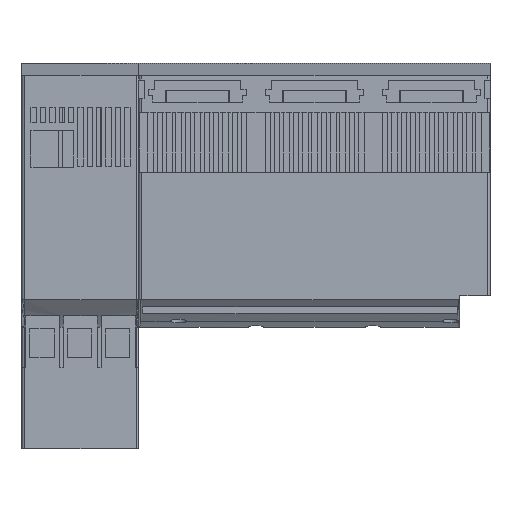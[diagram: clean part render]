
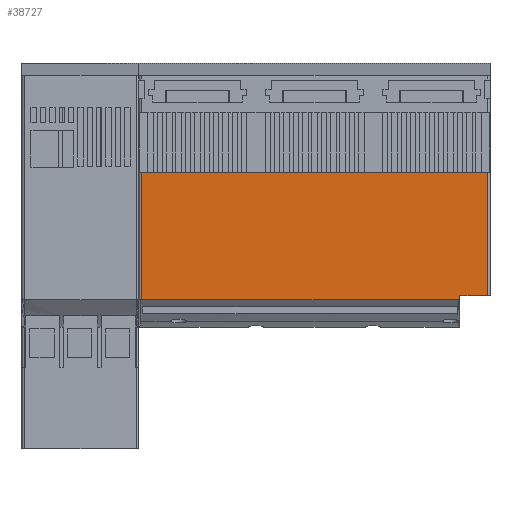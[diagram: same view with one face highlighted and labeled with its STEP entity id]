
A CAD part, top view. The second image highlights one B-rep face of the part: STEP entity #38727.
In plain terms, the highlighted planar face has unit normal (0, 0, 1).
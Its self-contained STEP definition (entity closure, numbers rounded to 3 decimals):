
#18805=EDGE_CURVE('',#29417,#36799,#46864,.T.);
#19239=VERTEX_POINT('',#47340);
#26255=EDGE_CURVE('',#37071,#19239,#55000,.T.);
#28067=EDGE_CURVE('',#37071,#33445,#56987,.T.);
#29417=VERTEX_POINT('',#58515);
#30763=VERTEX_POINT('',#60013);
#31839=EDGE_CURVE('',#36799,#30763,#61180,.T.);
#33445=VERTEX_POINT('',#62949);
#33829=EDGE_CURVE('',#33445,#34965,#63364,.T.);
#34965=VERTEX_POINT('',#64590);
#35277=EDGE_CURVE('',#30763,#19239,#64928,.T.);
#36799=VERTEX_POINT('',#66571);
#37071=VERTEX_POINT('',#66874);
#38727=ADVANCED_FACE('',(#68701),#68702,.T.);
#40591=EDGE_CURVE('',#34965,#29417,#70734,.T.);
#46864=LINE('',#79599,#79600);
#47340=CARTESIAN_POINT('',(-21.5,-26.975,76.4));
#55000=LINE('',#91562,#91563);
#56987=LINE('',#94409,#94410);
#58515=CARTESIAN_POINT('',(100.9,-74.4,76.4));
#60013=CARTESIAN_POINT('',(111.5,-26.975,76.4));
#61180=LINE('',#100461,#100462);
#62949=CARTESIAN_POINT('',(100.324,-75.938,76.4));
#63364=B_SPLINE_CURVE_WITH_KNOTS('',3,(#103657,#103658,#103659,#103660,#103661,#103662,#103663,#103664,#103665,#103666,#103667,#103668,#103669,#103670,#103671,#103672,#103673,#103674,#103675,#103676,#103677,#103678,#103679,#103680,#103681,#103682,#103683,#103684,#103685),.UNSPECIFIED.,.F.,.F.,(4,3,2,2,2,2,2,2,2,2,2,2,2,4),(-0.109,0.0,0.109,0.217,0.33,0.442,0.56,0.677,0.799,0.921,1.043,1.165,1.282,1.4),.UNSPECIFIED.);
#64590=CARTESIAN_POINT('',(100.9,-75.296,76.4));
#64928=LINE('',#105992,#105993);
#66571=CARTESIAN_POINT('',(111.5,-74.4,76.4));
#66874=CARTESIAN_POINT('',(-21.5,-75.938,76.4));
#68701=FACE_OUTER_BOUND('',#111676,.T.);
#68702=PLANE('',#111677);
#70734=LINE('',#114725,#114726);
#79599=CARTESIAN_POINT('',(45.0,-74.4,76.4));
#79600=VECTOR('',#121662,1.0);
#91562=CARTESIAN_POINT('',(-21.5,-51.457,76.4));
#91563=VECTOR('',#130137,1.0);
#94409=CARTESIAN_POINT('',(-22.5,-75.938,76.4));
#94410=VECTOR('',#132058,1.0);
#100461=CARTESIAN_POINT('',(111.5,-51.457,76.4));
#100462=VECTOR('',#136743,1.0);
#103657=CARTESIAN_POINT('',(100.186,-75.927,76.4));
#103658=CARTESIAN_POINT('',(100.224,-75.935,76.4));
#103659=CARTESIAN_POINT('',(100.264,-75.939,76.4));
#103660=CARTESIAN_POINT('',(100.3,-75.939,76.4));
#103661=CARTESIAN_POINT('',(100.336,-75.939,76.4));
#103662=CARTESIAN_POINT('',(100.376,-75.935,76.4));
#103663=CARTESIAN_POINT('',(100.453,-75.919,76.4));
#103664=CARTESIAN_POINT('',(100.491,-75.907,76.4));
#103665=CARTESIAN_POINT('',(100.558,-75.878,76.4));
#103666=CARTESIAN_POINT('',(100.594,-75.858,76.4));
#103667=CARTESIAN_POINT('',(100.661,-75.811,76.4));
#103668=CARTESIAN_POINT('',(100.692,-75.784,76.4));
#103669=CARTESIAN_POINT('',(100.746,-75.728,76.4));
#103670=CARTESIAN_POINT('',(100.772,-75.695,76.4));
#103671=CARTESIAN_POINT('',(100.818,-75.623,76.4));
#103672=CARTESIAN_POINT('',(100.837,-75.584,76.4));
#103673=CARTESIAN_POINT('',(100.867,-75.51,76.4));
#103674=CARTESIAN_POINT('',(100.88,-75.468,76.4));
#103675=CARTESIAN_POINT('',(100.896,-75.381,76.4));
#103676=CARTESIAN_POINT('',(100.9,-75.336,76.4));
#103677=CARTESIAN_POINT('',(100.9,-75.255,76.4));
#103678=CARTESIAN_POINT('',(100.896,-75.211,76.4));
#103679=CARTESIAN_POINT('',(100.88,-75.124,76.4));
#103680=CARTESIAN_POINT('',(100.867,-75.081,76.4));
#103681=CARTESIAN_POINT('',(100.837,-75.007,76.4));
#103682=CARTESIAN_POINT('',(100.818,-74.968,76.4));
#103683=CARTESIAN_POINT('',(100.772,-74.896,76.4));
#103684=CARTESIAN_POINT('',(100.745,-74.863,76.4));
#103685=CARTESIAN_POINT('',(100.718,-74.834,76.4));
#105992=CARTESIAN_POINT('',(-22.5,-26.975,76.4));
#105993=VECTOR('',#140481,1.0);
#111676=EDGE_LOOP('',(#144229,#144230,#144231,#144232,#144233,#144234,#144235));
#111677=AXIS2_PLACEMENT_3D('',#144236,#144237,#144238);
#114725=CARTESIAN_POINT('',(100.9,-80.169,76.4));
#114726=VECTOR('',#146243,1.0);
#121662=DIRECTION('',(1.0,0.0,0.0));
#130137=DIRECTION('',(0.0,1.0,0.0));
#132058=DIRECTION('',(1.0,0.0,0.0));
#136743=DIRECTION('',(0.0,1.0,0.0));
#140481=DIRECTION('',(-1.0,0.0,0.0));
#144229=ORIENTED_EDGE('',*,*,#33829,.T.);
#144230=ORIENTED_EDGE('',*,*,#40591,.T.);
#144231=ORIENTED_EDGE('',*,*,#18805,.T.);
#144232=ORIENTED_EDGE('',*,*,#31839,.T.);
#144233=ORIENTED_EDGE('',*,*,#35277,.T.);
#144234=ORIENTED_EDGE('',*,*,#26255,.F.);
#144235=ORIENTED_EDGE('',*,*,#28067,.T.);
#144236=CARTESIAN_POINT('',(-22.5,-75.938,76.4));
#144237=DIRECTION('',(0.0,0.0,1.0));
#144238=DIRECTION('',(0.0,-1.0,0.0));
#146243=DIRECTION('',(0.0,1.0,0.0));
